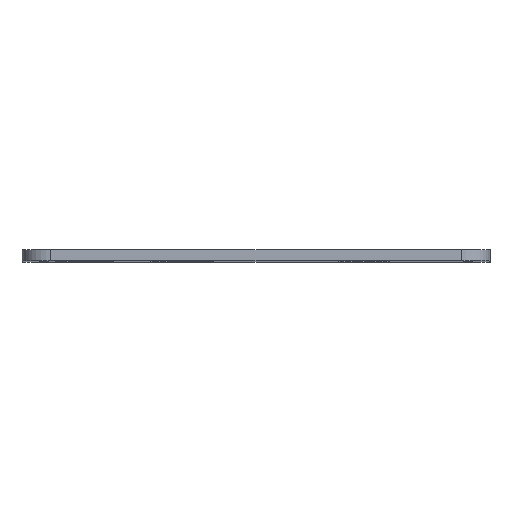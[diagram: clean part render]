
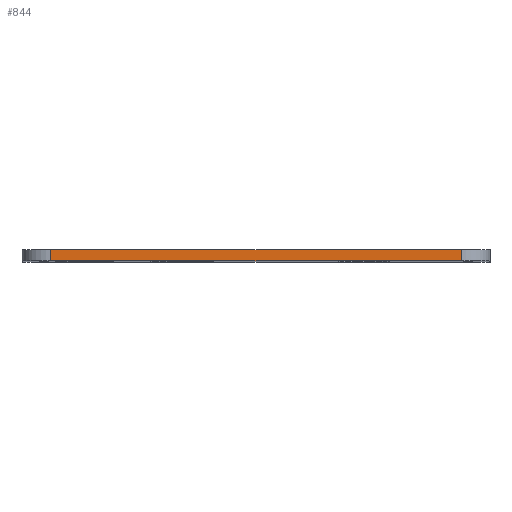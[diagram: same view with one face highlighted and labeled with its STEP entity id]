
A CAD part, top view. The second image highlights one B-rep face of the part: STEP entity #844.
In plain terms, the highlighted planar face has unit normal (0, 0, 1).
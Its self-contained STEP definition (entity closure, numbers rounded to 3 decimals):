
#68=PLANE('',#960);
#108=FACE_OUTER_BOUND('',#153,.T.);
#153=EDGE_LOOP('',(#665,#666,#667,#668));
#242=LINE('',#1409,#293);
#243=LINE('',#1412,#294);
#244=LINE('',#1414,#295);
#245=LINE('',#1415,#296);
#293=VECTOR('',#1189,10.);
#294=VECTOR('',#1192,10.);
#295=VECTOR('',#1193,10.);
#296=VECTOR('',#1194,10.);
#418=VERTEX_POINT('',#1405);
#419=VERTEX_POINT('',#1407);
#420=VERTEX_POINT('',#1411);
#421=VERTEX_POINT('',#1413);
#520=EDGE_CURVE('',#418,#419,#242,.T.);
#521=EDGE_CURVE('',#420,#418,#243,.T.);
#522=EDGE_CURVE('',#421,#419,#244,.T.);
#523=EDGE_CURVE('',#420,#421,#245,.T.);
#665=ORIENTED_EDGE('',*,*,#521,.T.);
#666=ORIENTED_EDGE('',*,*,#520,.T.);
#667=ORIENTED_EDGE('',*,*,#522,.F.);
#668=ORIENTED_EDGE('',*,*,#523,.F.);
#844=ADVANCED_FACE('',(#108),#68,.T.);
#960=AXIS2_PLACEMENT_3D('',#1410,#1190,#1191);
#1189=DIRECTION('',(0.,1.,0.));
#1190=DIRECTION('center_axis',(0.,0.,1.));
#1191=DIRECTION('ref_axis',(1.,0.,0.));
#1192=DIRECTION('',(1.,0.,0.));
#1193=DIRECTION('',(1.,0.,0.));
#1194=DIRECTION('',(0.,1.,0.));
#1405=CARTESIAN_POINT('',(54.,12.,150.));
#1407=CARTESIAN_POINT('',(54.,16.,150.));
#1409=CARTESIAN_POINT('',(54.,12.,150.));
#1410=CARTESIAN_POINT('Origin',(-90.,12.,150.));
#1411=CARTESIAN_POINT('',(-90.,12.,150.));
#1412=CARTESIAN_POINT('',(-90.,12.,150.));
#1413=CARTESIAN_POINT('',(-90.,16.,150.));
#1414=CARTESIAN_POINT('',(-90.,16.,150.));
#1415=CARTESIAN_POINT('',(-90.,12.,150.));
